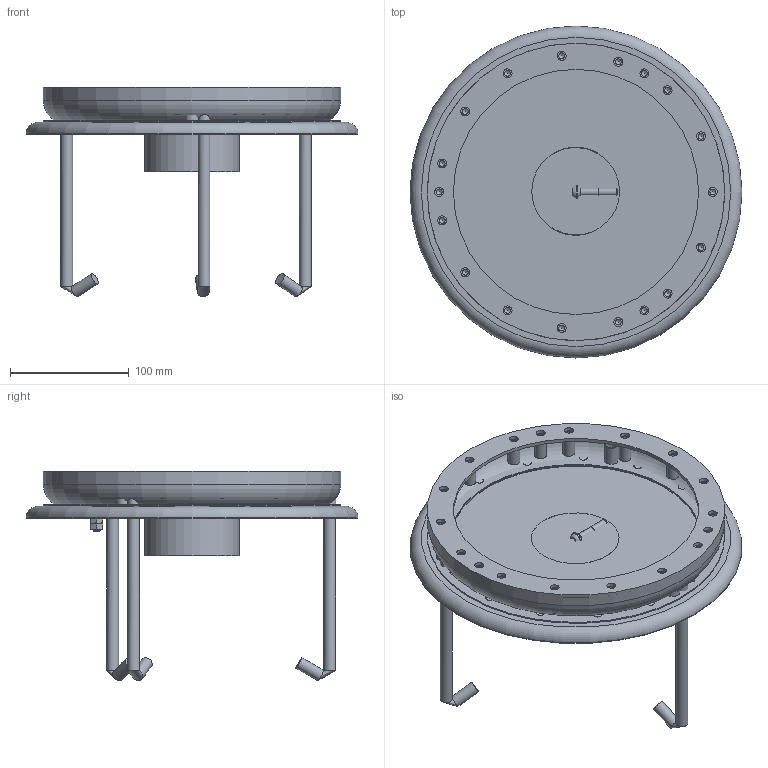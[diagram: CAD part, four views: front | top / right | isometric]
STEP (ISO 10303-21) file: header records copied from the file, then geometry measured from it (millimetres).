
FILE_DESCRIPTION(('STEP AP214'), '1');
FILE_NAME('Ð05-06 Âîäîçàáîð ñ àíòèâèõð. êðûøêîé ô250 (âíóòð 2.5'') ïëåíêà', '2024-12-06T09:44:43', ('Runwill'), (''), 'C3D Converter', 'C3D Toolkit', '');
FILE_SCHEMA(('AUTOMOTIVE_DESIGN { 1 0 10303 214 3 1 1}'));
Length unit declared in the file: millimetre
Products named in the file (16): Р05-06
Assembly tree (22 placements, depth 3):
  Р05-06
  (unnamed)
    (unnamed)  x10
    (unnamed)  x3
    (unnamed)  x4
    (unnamed)
    (unnamed)
      (unnamed)
      (unnamed)  x2
  (unnamed)
  (unnamed)
  (unnamed)
Bounding box: 279 x 279 x 176 mm (x, y, z)
Volume: 382059.7 mm3; surface area: 416945.7 mm2
Topology: 32 solids, 32 shells, 336 faces, 713 edges, 449 vertices
Faces by surface type: cylinder 134, plane 123, cone 52, torus 22, sphere 3, bspline 2
Full cylindrical faces by diameter (mm): 4.917 x20, 6 x5, 7 x33, 7.5 x18, 10 x28, 11.34 x1, 12 x3, 80 x1, 206 x1, 210 x2, 247.6 x1, 250 x3, 276 x1, 279 x1
Entity records: 17677 total; most frequent: CARTESIAN_POINT 10734, DIRECTION 1169, ORIENTED_EDGE 848, AXIS2_PLACEMENT_3D 541, EDGE_LOOP 523, EDGE_CURVE 424, VERTEX_POINT 353, FACE_BOUND 279
